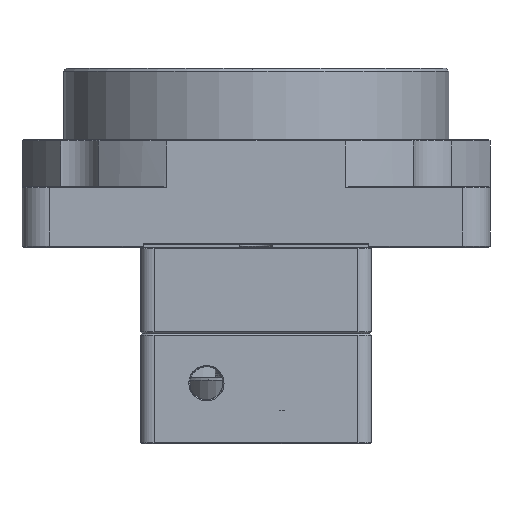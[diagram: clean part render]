
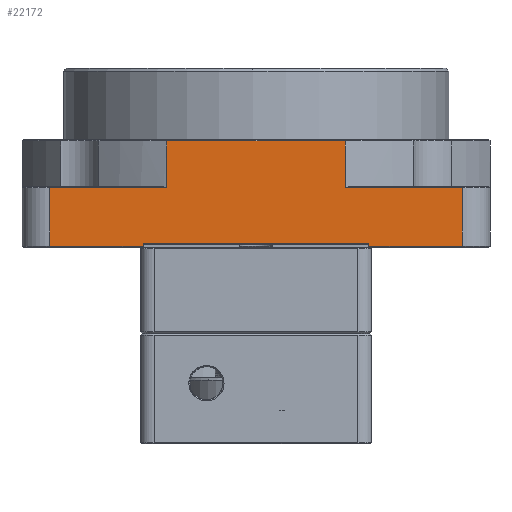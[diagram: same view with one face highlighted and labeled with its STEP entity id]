
A CAD part, left-side view. The second image highlights one B-rep face of the part: STEP entity #22172.
In plain terms, the highlighted planar face has unit normal (1, 0, 0).
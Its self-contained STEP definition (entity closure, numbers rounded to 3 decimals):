
#1109=PLANE('',#48325);
#2372=LINE('',#73631,#3987);
#2373=LINE('',#73633,#3988);
#2374=LINE('',#73636,#3989);
#2375=LINE('',#73638,#3990);
#2376=LINE('',#73640,#3991);
#2377=LINE('',#73642,#3992);
#2378=LINE('',#73644,#3993);
#2379=LINE('',#73646,#3994);
#2380=LINE('',#73648,#3995);
#2381=LINE('',#73650,#3996);
#2382=LINE('',#73651,#3997);
#2383=LINE('',#73653,#3998);
#3987=VECTOR('',#55054,1.);
#3988=VECTOR('',#55057,1.);
#3989=VECTOR('',#55058,1.);
#3990=VECTOR('',#55059,1.);
#3991=VECTOR('',#55060,1.);
#3992=VECTOR('',#55061,1.);
#3993=VECTOR('',#55062,1.);
#3994=VECTOR('',#55063,1.);
#3995=VECTOR('',#55064,1.);
#3996=VECTOR('',#55065,1.);
#3997=VECTOR('',#55066,1.);
#3998=VECTOR('',#55067,1.);
#22172=ADVANCED_FACE('',(#23852),#1109,.T.);
#23852=FACE_OUTER_BOUND('',#25293,.T.);
#25293=EDGE_LOOP('',(#31912,#31913,#31914,#31915,#31916,#31917,#31918,#31919,
#31920,#31921,#31922,#31923));
#31912=ORIENTED_EDGE('',*,*,#43230,.T.);
#31913=ORIENTED_EDGE('',*,*,#43231,.F.);
#31914=ORIENTED_EDGE('',*,*,#43232,.T.);
#31915=ORIENTED_EDGE('',*,*,#43233,.F.);
#31916=ORIENTED_EDGE('',*,*,#43234,.T.);
#31917=ORIENTED_EDGE('',*,*,#43235,.F.);
#31918=ORIENTED_EDGE('',*,*,#43236,.F.);
#31919=ORIENTED_EDGE('',*,*,#43237,.F.);
#31920=ORIENTED_EDGE('',*,*,#43238,.T.);
#31921=ORIENTED_EDGE('',*,*,#43229,.F.);
#31922=ORIENTED_EDGE('',*,*,#43239,.T.);
#31923=ORIENTED_EDGE('',*,*,#43240,.F.);
#38509=VERTEX_POINT('',#73628);
#38510=VERTEX_POINT('',#73630);
#38511=VERTEX_POINT('',#73634);
#38512=VERTEX_POINT('',#73635);
#38513=VERTEX_POINT('',#73637);
#38514=VERTEX_POINT('',#73639);
#38515=VERTEX_POINT('',#73641);
#38516=VERTEX_POINT('',#73643);
#38517=VERTEX_POINT('',#73645);
#38518=VERTEX_POINT('',#73647);
#38519=VERTEX_POINT('',#73649);
#38520=VERTEX_POINT('',#73652);
#43229=EDGE_CURVE('',#38510,#38509,#2372,.T.);
#43230=EDGE_CURVE('',#38511,#38512,#2373,.T.);
#43231=EDGE_CURVE('',#38513,#38512,#2374,.T.);
#43232=EDGE_CURVE('',#38513,#38514,#2375,.T.);
#43233=EDGE_CURVE('',#38515,#38514,#2376,.T.);
#43234=EDGE_CURVE('',#38515,#38516,#2377,.T.);
#43235=EDGE_CURVE('',#38517,#38516,#2378,.T.);
#43236=EDGE_CURVE('',#38518,#38517,#2379,.T.);
#43237=EDGE_CURVE('',#38519,#38518,#2380,.T.);
#43238=EDGE_CURVE('',#38519,#38509,#2381,.T.);
#43239=EDGE_CURVE('',#38510,#38520,#2382,.T.);
#43240=EDGE_CURVE('',#38511,#38520,#2383,.T.);
#48325=AXIS2_PLACEMENT_3D('',#73654,#55068,#55069);
#55054=DIRECTION('',(0.,0.,-1.));
#55057=DIRECTION('',(0.,-1.,0.));
#55058=DIRECTION('',(0.,0.,1.));
#55059=DIRECTION('',(0.,-1.,0.));
#55060=DIRECTION('',(0.,0.,1.));
#55061=DIRECTION('',(0.,1.,0.));
#55062=DIRECTION('',(0.,0.,-1.));
#55063=DIRECTION('',(0.,-1.,0.));
#55064=DIRECTION('',(0.,0.,1.));
#55065=DIRECTION('',(0.,1.,0.));
#55066=DIRECTION('',(0.,-1.,0.));
#55067=DIRECTION('',(0.,0.,-1.));
#55068=DIRECTION('',(1.,0.,0.));
#55069=DIRECTION('',(0.,-1.,0.));
#73628=CARTESIAN_POINT('',(-36.06,37.525,-10.8));
#73630=CARTESIAN_POINT('',(-36.06,37.525,-0.2));
#73631=CARTESIAN_POINT('',(-36.06,37.525,-0.2));
#73633=CARTESIAN_POINT('',(-36.06,16.273,8.3));
#73634=CARTESIAN_POINT('',(-36.06,16.273,8.3));
#73635=CARTESIAN_POINT('',(-36.06,-16.223,8.3));
#73636=CARTESIAN_POINT('',(-36.06,-16.223,-0.2));
#73637=CARTESIAN_POINT('',(-36.06,-16.223,-0.2));
#73638=CARTESIAN_POINT('',(-36.06,-16.223,-0.2));
#73639=CARTESIAN_POINT('',(-36.06,-37.475,-0.2));
#73640=CARTESIAN_POINT('',(-36.06,-37.475,-10.8));
#73641=CARTESIAN_POINT('',(-36.06,-37.475,-10.8));
#73642=CARTESIAN_POINT('',(-36.06,-37.475,-10.8));
#73643=CARTESIAN_POINT('',(-36.06,-20.475,-10.8));
#73644=CARTESIAN_POINT('',(-36.06,-20.475,-10.3));
#73645=CARTESIAN_POINT('',(-36.06,-20.475,-10.3));
#73646=CARTESIAN_POINT('',(-36.06,20.525,-10.3));
#73647=CARTESIAN_POINT('',(-36.06,20.525,-10.3));
#73648=CARTESIAN_POINT('',(-36.06,20.525,-10.8));
#73649=CARTESIAN_POINT('',(-36.06,20.525,-10.8));
#73650=CARTESIAN_POINT('',(-36.06,20.525,-10.8));
#73651=CARTESIAN_POINT('',(-36.06,37.525,-0.2));
#73652=CARTESIAN_POINT('',(-36.06,16.273,-0.2));
#73653=CARTESIAN_POINT('',(-36.06,16.273,8.3));
#73654=CARTESIAN_POINT('',(-36.06,0.025,-1.25));
